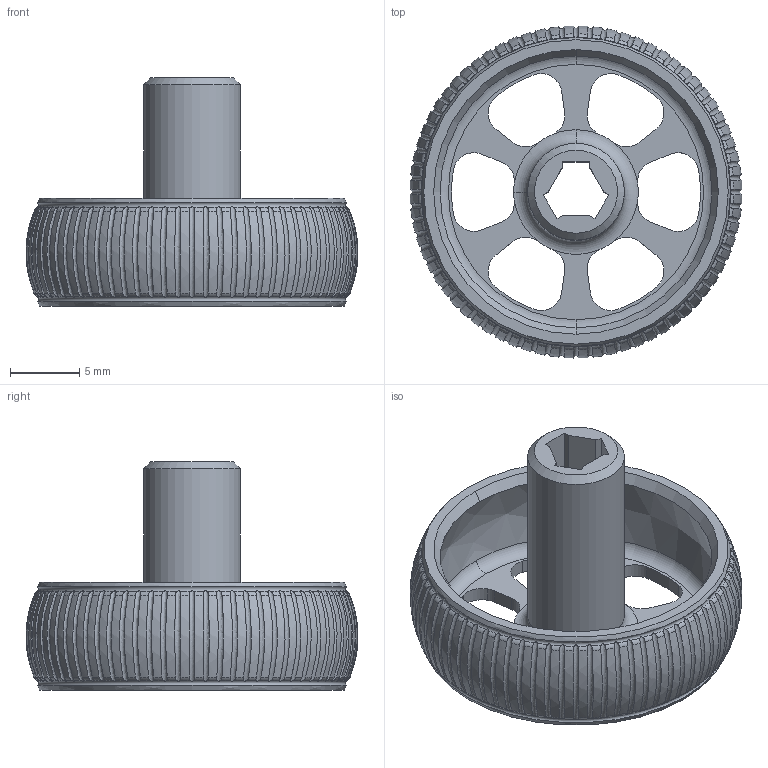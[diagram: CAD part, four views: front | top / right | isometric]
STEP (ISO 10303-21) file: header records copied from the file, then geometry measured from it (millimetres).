
FILE_DESCRIPTION(('HOOPS Exchange Step'),'2;1');
FILE_NAME('Mouse Wheel - Wheel.stp','2024-11-20T02:52:40-15:00',('hayashi'),('Unknown organisation'),'HOOPS Exchange 2023.2','HOOPS Exchange','Unknown authorisation');
FILE_SCHEMA( ('AP203_CONFIGURATION_CONTROLLED_3D_DESIGN_OF_MECHANICAL_PARTS_AND_ASSEMBLIES_MIM_LF') );
Length unit declared in the file: millimetre
Products named in the file (1): Revolved.002
Bounding box: 23.99 x 23.99 x 16.5 mm (x, y, z)
Volume: 1318.8 mm3; surface area: 2241.3 mm2
Topology: 1 solids, 1 shells, 375 faces, 1118 edges, 737 vertices
Faces by surface type: torus 152, bspline 147, cylinder 44, plane 29, cone 3
Entity records: 21960 total; most frequent: CARTESIAN_POINT 13199, ORIENTED_EDGE 2236, DIRECTION 1402, EDGE_CURVE 1118, VERTEX_POINT 737, AXIS2_PLACEMENT_3D 638, B_SPLINE_CURVE_WITH_KNOTS 583, CIRCLE 409
